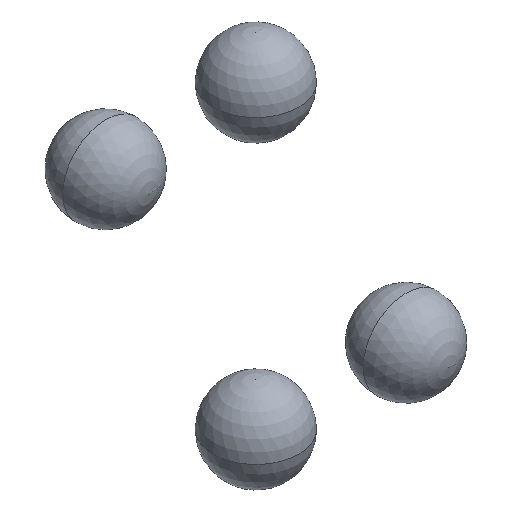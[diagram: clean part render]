
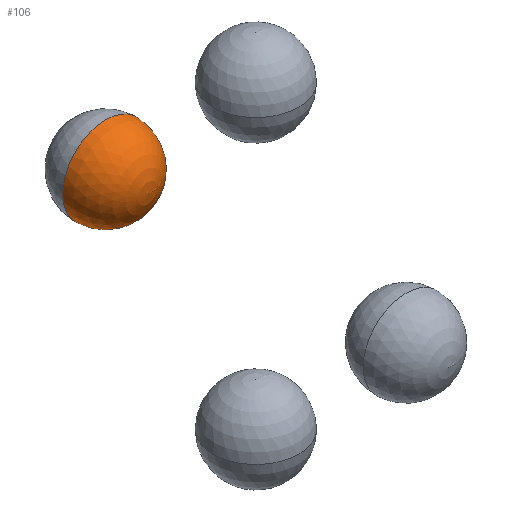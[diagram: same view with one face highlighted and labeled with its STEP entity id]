
A CAD part, isometric view. The second image highlights one B-rep face of the part: STEP entity #106.
In plain terms, the highlighted spherical face has radius 1.5 mm.
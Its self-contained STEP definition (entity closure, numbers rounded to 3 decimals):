
#11 = CARTESIAN_POINT ( 'NONE',  ( 2.5, 5.25, -1.5 ) ) ;
#31 = AXIS2_PLACEMENT_3D ( 'NONE', #194, #84, #65 ) ;
#42 = CIRCLE ( 'NONE', #31, 1.5 ) ;
#65 = DIRECTION ( 'NONE',  ( -1., 0., 0. ) ) ;
#80 = ORIENTED_EDGE ( 'NONE', *, *, #150, .T. ) ;
#84 = DIRECTION ( 'NONE',  ( 0., 1., 0. ) ) ;
#86 = AXIS2_PLACEMENT_3D ( 'NONE', #156, #217, #232 ) ;
#100 = CARTESIAN_POINT ( 'NONE',  ( 2.5, 5.25, 1.5 ) ) ;
#104 = DIRECTION ( 'NONE',  ( 0., -1., 0. ) ) ;
#106 = ADVANCED_FACE ( 'NONE', ( #124 ), #234, .T. ) ;
#110 = VERTEX_POINT ( 'NONE', #11 ) ;
#124 = FACE_OUTER_BOUND ( 'NONE', #187, .T. ) ;
#138 = CARTESIAN_POINT ( 'NONE',  ( 2.5, 5.25, 0. ) ) ;
#147 = VERTEX_POINT ( 'NONE', #100 ) ;
#150 = EDGE_CURVE ( 'NONE', #110, #147, #218, .T. ) ;
#156 = CARTESIAN_POINT ( 'NONE',  ( 2.5, 5.25, 0. ) ) ;
#157 = EDGE_CURVE ( 'NONE', #110, #147, #42, .T. ) ;
#184 = ORIENTED_EDGE ( 'NONE', *, *, #157, .F. ) ;
#187 = EDGE_LOOP ( 'NONE', ( #184, #80 ) ) ;
#194 = CARTESIAN_POINT ( 'NONE',  ( 2.5, 5.25, 0. ) ) ;
#213 = AXIS2_PLACEMENT_3D ( 'NONE', #138, #104, #215 ) ;
#215 = DIRECTION ( 'NONE',  ( 0., 0., -1. ) ) ;
#217 = DIRECTION ( 'NONE',  ( 0., 1., 0. ) ) ;
#218 = CIRCLE ( 'NONE', #213, 1.5 ) ;
#232 = DIRECTION ( 'NONE',  ( 1., 0., 0. ) ) ;
#234 = SPHERICAL_SURFACE ( 'NONE', #86, 1.5 ) ;
